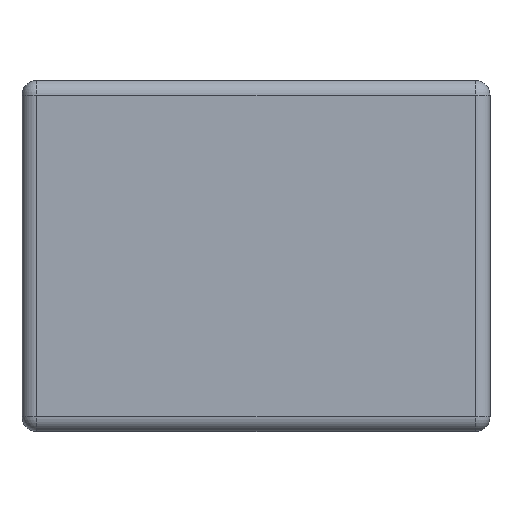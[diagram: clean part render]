
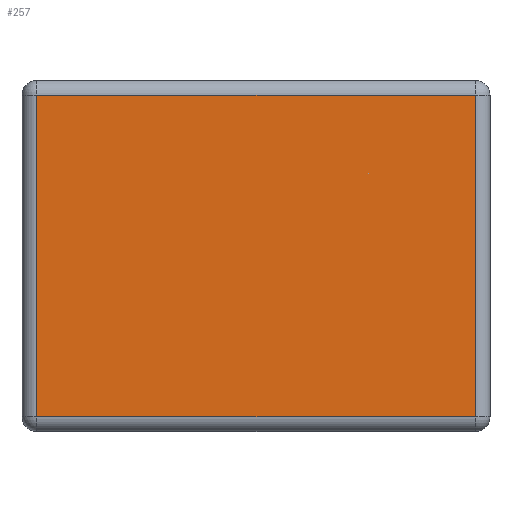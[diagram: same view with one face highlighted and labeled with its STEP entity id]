
A CAD part, left-side view. The second image highlights one B-rep face of the part: STEP entity #257.
In plain terms, the highlighted planar face has unit normal (-1, 0, 0).
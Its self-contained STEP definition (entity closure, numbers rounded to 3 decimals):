
#17 = CARTESIAN_POINT ( 'NONE',  ( -1., -0.75, 1.15 ) ) ;
#18 = VERTEX_POINT ( 'NONE', #17 ) ;
#26 = CARTESIAN_POINT ( 'NONE',  ( -1., -0.75, 0.05 ) ) ;
#27 = VERTEX_POINT ( 'NONE', #26 ) ;
#28 = CARTESIAN_POINT ( 'NONE',  ( -1., -0.75, 1.2 ) ) ;
#29 = DIRECTION ( 'NONE',  ( 0., 0., 1. ) ) ;
#30 = VECTOR ( 'NONE', #29, 1000. ) ;
#31 = LINE ( 'NONE', #28, #30 ) ;
#32 = EDGE_CURVE ( 'NONE', #27, #18, #31, .T. ) ;
#57 = CARTESIAN_POINT ( 'NONE',  ( -1., 0.75, 1.15 ) ) ;
#58 = VERTEX_POINT ( 'NONE', #57 ) ;
#76 = CARTESIAN_POINT ( 'NONE',  ( -1., 0.75, 0.05 ) ) ;
#77 = VERTEX_POINT ( 'NONE', #76 ) ;
#85 = CARTESIAN_POINT ( 'NONE',  ( -1., 0.75, 0. ) ) ;
#86 = DIRECTION ( 'NONE',  ( 0., 0., -1. ) ) ;
#87 = VECTOR ( 'NONE', #86, 1000. ) ;
#88 = LINE ( 'NONE', #85, #87 ) ;
#89 = EDGE_CURVE ( 'NONE', #58, #77, #88, .T. ) ;
#179 = CARTESIAN_POINT ( 'NONE',  ( -1., 0.8, 1.15 ) ) ;
#180 = DIRECTION ( 'NONE',  ( 0., 1., 0. ) ) ;
#181 = VECTOR ( 'NONE', #180, 1000. ) ;
#182 = LINE ( 'NONE', #179, #181 ) ;
#183 = EDGE_CURVE ( 'NONE', #18, #58, #182, .T. ) ;
#241 = ORIENTED_EDGE ( 'NONE', *, *, #183, .T. ) ;
#242 = ORIENTED_EDGE ( 'NONE', *, *, #89, .T. ) ;
#243 = CARTESIAN_POINT ( 'NONE',  ( -1., -0.8, 0.05 ) ) ;
#244 = DIRECTION ( 'NONE',  ( 0., -1., 0. ) ) ;
#245 = VECTOR ( 'NONE', #244, 1000. ) ;
#246 = LINE ( 'NONE', #243, #245 ) ;
#247 = EDGE_CURVE ( 'NONE', #77, #27, #246, .T. ) ;
#248 = ORIENTED_EDGE ( 'NONE', *, *, #247, .T. ) ;
#249 = ORIENTED_EDGE ( 'NONE', *, *, #32, .T. ) ;
#250 = EDGE_LOOP ( 'NONE', ( #241, #242, #248, #249 ) ) ;
#251 = FACE_OUTER_BOUND ( 'NONE', #250, .T. ) ;
#252 = CARTESIAN_POINT ( 'NONE',  ( -1., 0., 0. ) ) ;
#253 = DIRECTION ( 'NONE',  ( -1., 0., 0. ) ) ;
#254 = DIRECTION ( 'NONE',  ( 0., -1., 0. ) ) ;
#255 = AXIS2_PLACEMENT_3D ( 'NONE', #252, #253, #254 ) ;
#256 = PLANE ( 'NONE', #255 ) ;
#257 = ADVANCED_FACE ( 'NONE', ( #251 ), #256, .T. ) ;
